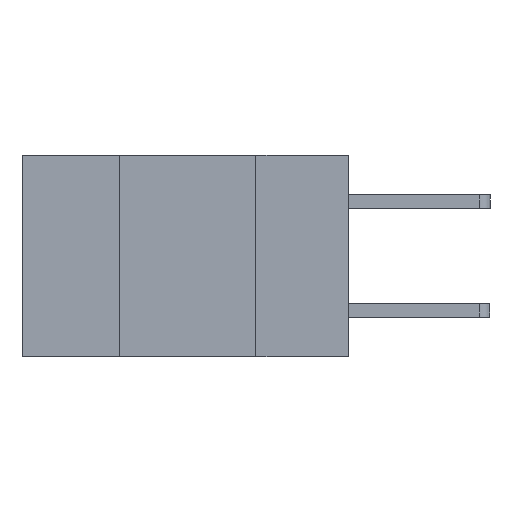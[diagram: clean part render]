
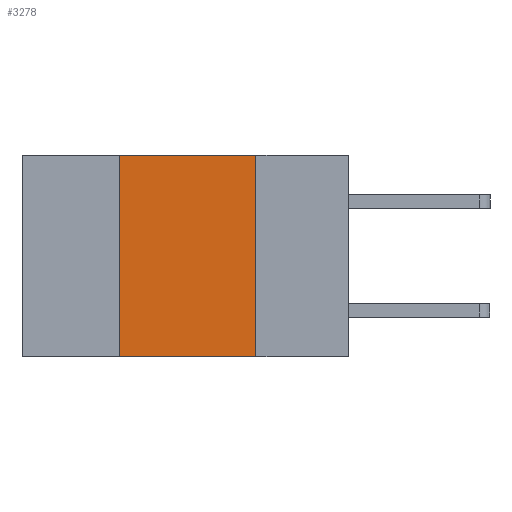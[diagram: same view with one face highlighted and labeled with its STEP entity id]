
A CAD part, left-side view. The second image highlights one B-rep face of the part: STEP entity #3278.
In plain terms, the highlighted planar face has unit normal (-1, 0, 0).
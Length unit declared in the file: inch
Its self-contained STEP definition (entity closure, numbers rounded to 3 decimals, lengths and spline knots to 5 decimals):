
#9 = CARTESIAN_POINT ( 'NONE',  ( 0., 0.6, 0. ) ) ;
#286 = EDGE_CURVE ( 'NONE', #2341, #1031, #1335, .T. ) ;
#1031 = VERTEX_POINT ( 'NONE', #9766 ) ;
#1091 = EDGE_CURVE ( 'NONE', #1031, #7574, #4556, .T. ) ;
#1335 = LINE ( 'NONE', #9, #2619 ) ;
#1400 = EDGE_LOOP ( 'NONE', ( #6214, #11148, #2882, #3713 ) ) ;
#1479 = DIRECTION ( 'NONE',  ( 0., 0., 1. ) ) ;
#1580 = VECTOR ( 'NONE', #10297, 39.37008 ) ;
#2341 = VERTEX_POINT ( 'NONE', #6548 ) ;
#2619 = VECTOR ( 'NONE', #3525, 39.37008 ) ;
#2882 = ORIENTED_EDGE ( 'NONE', *, *, #6059, .F. ) ;
#2988 = CARTESIAN_POINT ( 'NONE',  ( 0., 0.17, -0.37 ) ) ;
#3278 = ADVANCED_FACE ( 'NONE', ( #5330 ), #8604, .F. ) ;
#3525 = DIRECTION ( 'NONE',  ( 0., -1., 0. ) ) ;
#3551 = LINE ( 'NONE', #6929, #9333 ) ;
#3713 = ORIENTED_EDGE ( 'NONE', *, *, #11218, .T. ) ;
#3884 = CARTESIAN_POINT ( 'NONE',  ( 0., 0.6, -0.37 ) ) ;
#4556 = LINE ( 'NONE', #6876, #1580 ) ;
#4771 = DIRECTION ( 'NONE',  ( 0., -1., 0. ) ) ;
#5330 = FACE_OUTER_BOUND ( 'NONE', #1400, .T. ) ;
#5566 = VECTOR ( 'NONE', #4771, 39.37008 ) ;
#5858 = LINE ( 'NONE', #3884, #5566 ) ;
#6059 = EDGE_CURVE ( 'NONE', #8144, #2341, #3551, .T. ) ;
#6214 = ORIENTED_EDGE ( 'NONE', *, *, #1091, .F. ) ;
#6548 = CARTESIAN_POINT ( 'NONE',  ( 0., 0.42, 0. ) ) ;
#6876 = CARTESIAN_POINT ( 'NONE',  ( 0., 0.17, 0. ) ) ;
#6929 = CARTESIAN_POINT ( 'NONE',  ( 0., 0.42, 0. ) ) ;
#7574 = VERTEX_POINT ( 'NONE', #2988 ) ;
#8038 = AXIS2_PLACEMENT_3D ( 'NONE', #8504, #8466, #8311 ) ;
#8072 = CARTESIAN_POINT ( 'NONE',  ( 0., 0.42, -0.37 ) ) ;
#8144 = VERTEX_POINT ( 'NONE', #8072 ) ;
#8311 = DIRECTION ( 'NONE',  ( 0., 0., -1. ) ) ;
#8466 = DIRECTION ( 'NONE',  ( 1., 0., 0. ) ) ;
#8504 = CARTESIAN_POINT ( 'NONE',  ( 0., 0.6, 0. ) ) ;
#8604 = PLANE ( 'NONE',  #8038 ) ;
#9333 = VECTOR ( 'NONE', #1479, 39.37008 ) ;
#9766 = CARTESIAN_POINT ( 'NONE',  ( 0., 0.17, 0. ) ) ;
#10297 = DIRECTION ( 'NONE',  ( 0., 0., -1. ) ) ;
#11148 = ORIENTED_EDGE ( 'NONE', *, *, #286, .F. ) ;
#11218 = EDGE_CURVE ( 'NONE', #8144, #7574, #5858, .T. ) ;
